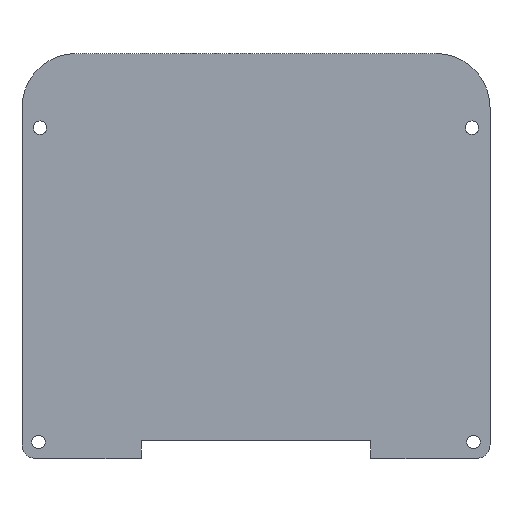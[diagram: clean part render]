
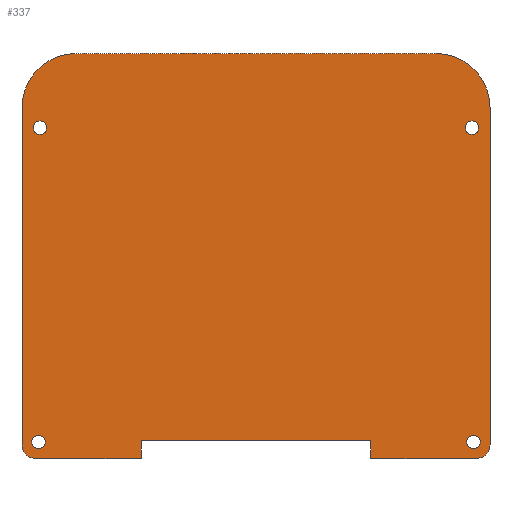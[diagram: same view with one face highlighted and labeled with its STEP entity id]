
A CAD part, front view. The second image highlights one B-rep face of the part: STEP entity #337.
In plain terms, the highlighted planar face has unit normal (0, -1, 0).
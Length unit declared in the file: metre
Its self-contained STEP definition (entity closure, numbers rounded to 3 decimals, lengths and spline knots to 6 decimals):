
#12=CIRCLE('',#361,0.012);
#14=CIRCLE('',#365,0.012);
#22=CIRCLE('',#379,0.0015);
#23=CIRCLE('',#380,0.0015);
#24=CIRCLE('',#381,0.0015);
#25=CIRCLE('',#382,0.0015);
#26=CIRCLE('',#383,0.003);
#27=CIRCLE('',#384,0.003);
#92=ORIENTED_EDGE('',*,*,#162,.F.);
#93=ORIENTED_EDGE('',*,*,#163,.F.);
#94=ORIENTED_EDGE('',*,*,#164,.F.);
#95=ORIENTED_EDGE('',*,*,#165,.F.);
#96=ORIENTED_EDGE('',*,*,#133,.T.);
#97=ORIENTED_EDGE('',*,*,#166,.T.);
#98=ORIENTED_EDGE('',*,*,#128,.T.);
#99=ORIENTED_EDGE('',*,*,#124,.F.);
#100=ORIENTED_EDGE('',*,*,#154,.F.);
#101=ORIENTED_EDGE('',*,*,#151,.F.);
#102=ORIENTED_EDGE('',*,*,#149,.T.);
#103=ORIENTED_EDGE('',*,*,#167,.T.);
#104=ORIENTED_EDGE('',*,*,#144,.T.);
#105=ORIENTED_EDGE('',*,*,#141,.T.);
#106=ORIENTED_EDGE('',*,*,#138,.T.);
#107=ORIENTED_EDGE('',*,*,#135,.T.);
#124=EDGE_CURVE('',#168,#169,#200,.T.);
#128=EDGE_CURVE('',#172,#169,#204,.F.);
#133=EDGE_CURVE('',#177,#176,#209,.F.);
#135=EDGE_CURVE('',#178,#177,#12,.T.);
#138=EDGE_CURVE('',#180,#178,#212,.T.);
#141=EDGE_CURVE('',#182,#180,#14,.F.);
#144=EDGE_CURVE('',#184,#182,#216,.T.);
#149=EDGE_CURVE('',#189,#188,#221,.F.);
#151=EDGE_CURVE('',#189,#190,#223,.T.);
#154=EDGE_CURVE('',#190,#168,#226,.T.);
#162=EDGE_CURVE('',#196,#196,#22,.F.);
#163=EDGE_CURVE('',#197,#197,#23,.F.);
#164=EDGE_CURVE('',#198,#198,#24,.F.);
#165=EDGE_CURVE('',#199,#199,#25,.F.);
#166=EDGE_CURVE('',#176,#172,#26,.F.);
#167=EDGE_CURVE('',#188,#184,#27,.F.);
#168=VERTEX_POINT('',#492);
#169=VERTEX_POINT('',#493);
#172=VERTEX_POINT('',#501);
#176=VERTEX_POINT('',#510);
#177=VERTEX_POINT('',#512);
#178=VERTEX_POINT('',#516);
#180=VERTEX_POINT('',#522);
#182=VERTEX_POINT('',#528);
#184=VERTEX_POINT('',#534);
#188=VERTEX_POINT('',#543);
#189=VERTEX_POINT('',#545);
#190=VERTEX_POINT('',#549);
#196=VERTEX_POINT('',#569);
#197=VERTEX_POINT('',#571);
#198=VERTEX_POINT('',#573);
#199=VERTEX_POINT('',#575);
#200=LINE('',#491,#228);
#204=LINE('',#500,#232);
#209=LINE('',#511,#237);
#212=LINE('',#521,#240);
#216=LINE('',#533,#244);
#221=LINE('',#544,#249);
#223=LINE('',#548,#251);
#226=LINE('',#554,#254);
#228=VECTOR('',#395,1.);
#232=VECTOR('',#401,1.);
#237=VECTOR('',#408,1.);
#240=VECTOR('',#419,1.);
#244=VECTOR('',#431,1.);
#249=VECTOR('',#438,1.);
#251=VECTOR('',#442,1.);
#254=VECTOR('',#447,1.);
#271=EDGE_LOOP('',(#92));
#272=EDGE_LOOP('',(#93));
#273=EDGE_LOOP('',(#94));
#274=EDGE_LOOP('',(#95));
#275=EDGE_LOOP('',(#96,#97,#98,#99,#100,#101,#102,#103,#104,#105,#106,#107));
#301=FACE_BOUND('',#271,.T.);
#302=FACE_BOUND('',#272,.T.);
#303=FACE_BOUND('',#273,.T.);
#304=FACE_BOUND('',#274,.T.);
#305=FACE_BOUND('',#275,.T.);
#325=PLANE('',#378);
#337=ADVANCED_FACE('',(#301,#302,#303,#304,#305),#325,.F.);
#361=AXIS2_PLACEMENT_3D('',#515,#412,#413);
#365=AXIS2_PLACEMENT_3D('',#527,#424,#425);
#378=AXIS2_PLACEMENT_3D('',#567,#463,#464);
#379=AXIS2_PLACEMENT_3D('',#568,#465,#466);
#380=AXIS2_PLACEMENT_3D('',#570,#467,#468);
#381=AXIS2_PLACEMENT_3D('',#572,#469,#470);
#382=AXIS2_PLACEMENT_3D('',#574,#471,#472);
#383=AXIS2_PLACEMENT_3D('',#576,#473,#474);
#384=AXIS2_PLACEMENT_3D('',#577,#475,#476);
#395=DIRECTION('',(0.,0.,-1.));
#401=DIRECTION('',(-1.,0.,0.));
#408=DIRECTION('',(0.,0.,1.));
#412=DIRECTION('',(0.,-1.,0.));
#413=DIRECTION('',(0.,0.,1.));
#419=DIRECTION('',(-1.,0.,0.));
#424=DIRECTION('',(0.,1.,0.));
#425=DIRECTION('',(0.,0.,1.));
#431=DIRECTION('',(0.,0.,1.));
#438=DIRECTION('',(-1.,0.,0.));
#442=DIRECTION('',(0.,0.,1.));
#447=DIRECTION('',(-1.,0.,0.));
#463=DIRECTION('',(0.,1.,0.));
#464=DIRECTION('',(-1.,0.,0.));
#465=DIRECTION('',(0.,1.,0.));
#466=DIRECTION('',(0.,0.,1.));
#467=DIRECTION('',(0.,1.,0.));
#468=DIRECTION('',(0.,0.,1.));
#469=DIRECTION('',(0.,1.,0.));
#470=DIRECTION('',(0.,0.,1.));
#471=DIRECTION('',(0.,1.,0.));
#472=DIRECTION('',(0.,0.,1.));
#473=DIRECTION('',(0.,1.,0.));
#474=DIRECTION('',(0.,0.,1.));
#475=DIRECTION('',(0.,1.,0.));
#476=DIRECTION('',(0.,0.,1.));
#491=CARTESIAN_POINT('',(-0.0255,0.03,-0.037001));
#492=CARTESIAN_POINT('',(-0.0255,0.03,-0.035002));
#493=CARTESIAN_POINT('',(-0.0255,0.03,-0.039));
#500=CARTESIAN_POINT('',(-0.000019,0.03,-0.039));
#501=CARTESIAN_POINT('',(-0.049,0.03,-0.039));
#510=CARTESIAN_POINT('',(-0.052,0.03,-0.036));
#511=CARTESIAN_POINT('',(-0.052,0.03,0.000254));
#512=CARTESIAN_POINT('',(-0.052,0.03,0.039));
#515=CARTESIAN_POINT('',(-0.04,0.03,0.039));
#516=CARTESIAN_POINT('',(-0.04,0.03,0.051));
#521=CARTESIAN_POINT('',(0.023708,0.03,0.051));
#522=CARTESIAN_POINT('',(0.04,0.03,0.051));
#527=CARTESIAN_POINT('',(0.04,0.03,0.039));
#528=CARTESIAN_POINT('',(0.052,0.03,0.039));
#533=CARTESIAN_POINT('',(0.052,0.03,0.000254));
#534=CARTESIAN_POINT('',(0.052,0.03,-0.036));
#543=CARTESIAN_POINT('',(0.049,0.03,-0.039));
#544=CARTESIAN_POINT('',(-0.000019,0.03,-0.039));
#545=CARTESIAN_POINT('',(0.0255,0.03,-0.039));
#548=CARTESIAN_POINT('',(0.0255,0.03,-0.037001));
#549=CARTESIAN_POINT('',(0.0255,0.03,-0.035002));
#554=CARTESIAN_POINT('',(0.,0.03,-0.035002));
#567=CARTESIAN_POINT('',(0.,0.03,0.006));
#568=CARTESIAN_POINT('',(0.048311,0.03,-0.035311));
#569=CARTESIAN_POINT('',(0.048311,0.03,-0.033811));
#570=CARTESIAN_POINT('',(-0.048311,0.03,-0.035311));
#571=CARTESIAN_POINT('',(-0.048311,0.03,-0.033811));
#572=CARTESIAN_POINT('',(-0.048,0.03,0.0345));
#573=CARTESIAN_POINT('',(-0.048,0.03,0.036));
#574=CARTESIAN_POINT('',(0.048,0.03,0.0345));
#575=CARTESIAN_POINT('',(0.048,0.03,0.036));
#576=CARTESIAN_POINT('',(-0.049,0.03,-0.036));
#577=CARTESIAN_POINT('',(0.049,0.03,-0.036));
